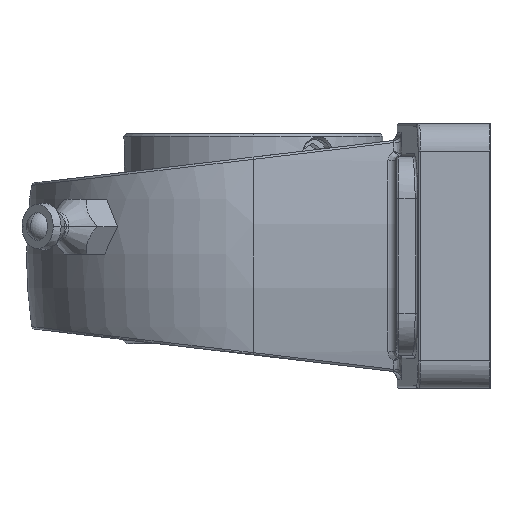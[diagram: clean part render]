
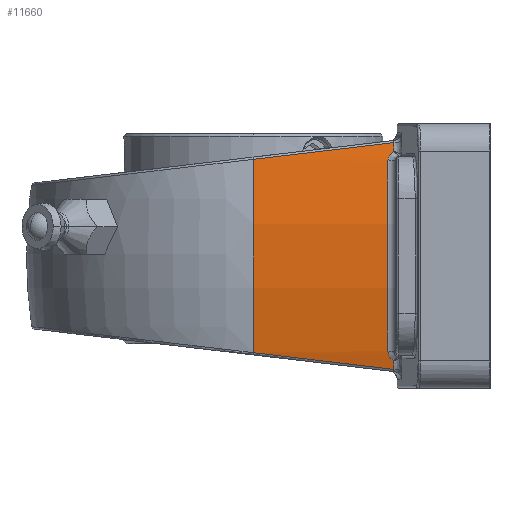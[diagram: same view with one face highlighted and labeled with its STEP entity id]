
A CAD part, left-side view. The second image highlights one B-rep face of the part: STEP entity #11660.
In plain terms, the highlighted cylindrical face has radius 96.8 mm (diameter 193.6 mm), a partial arc.
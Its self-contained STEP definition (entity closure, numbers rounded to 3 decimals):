
#7715 = DIRECTION ( 'NONE',  ( 0., 0., -1. ) ) ;
#7716 = DIRECTION ( 'NONE',  ( 0., -1., 0. ) ) ;
#7741 = CARTESIAN_POINT ( 'NONE',  ( 55.7, 42.9, 0. ) ) ;
#7766 = CIRCLE ( 'NONE', #7772, 96.8 ) ;
#7772 = AXIS2_PLACEMENT_3D ( 'NONE', #7741, #7716, #7715 ) ;
#8115 = DIRECTION ( 'NONE',  ( 0., 0., 1. ) ) ;
#8120 = DIRECTION ( 'NONE',  ( 0., 1., 0. ) ) ;
#8564 = CARTESIAN_POINT ( 'NONE',  ( -39.223, 17.441, 18.971 ) ) ;
#8695 = CARTESIAN_POINT ( 'NONE',  ( -38.894, 17.465, -20.548 ) ) ;
#8696 = CARTESIAN_POINT ( 'NONE',  ( -39.112, 25.916, -19.542 ) ) ;
#8697 = CARTESIAN_POINT ( 'NONE',  ( -39.315, 34.395, -18.533 ) ) ;
#8698 = CARTESIAN_POINT ( 'NONE',  ( -39.501, 42.9, -17.522 ) ) ;
#8699 =( BOUNDED_CURVE ( )  B_SPLINE_CURVE ( 3, ( #8698, #8697, #8696, #8695 ),
 .UNSPECIFIED., .F., .T. ) 
 B_SPLINE_CURVE_WITH_KNOTS ( ( 4, 4 ),
 ( 1.753, 1.785 ),
 .UNSPECIFIED. ) 
 CURVE ( )  GEOMETRIC_REPRESENTATION_ITEM ( )  RATIONAL_B_SPLINE_CURVE ( ( 1., 1., 1., 1. ) ) 
 REPRESENTATION_ITEM ( '' )  );
#8772 = CARTESIAN_POINT ( 'NONE',  ( -39.554, 18.5, 17.233 ) ) ;
#8787 = CARTESIAN_POINT ( 'NONE',  ( 55.7, 18.5, 0. ) ) ;
#8789 = CIRCLE ( 'NONE', #8806, 96.8 ) ;
#8790 = CARTESIAN_POINT ( 'NONE',  ( -39.501, 42.9, 17.522 ) ) ;
#8791 = CARTESIAN_POINT ( 'NONE',  ( -39.315, 34.395, 18.533 ) ) ;
#8792 = CARTESIAN_POINT ( 'NONE',  ( -39.112, 25.916, 19.542 ) ) ;
#8793 = CARTESIAN_POINT ( 'NONE',  ( -38.894, 17.465, 20.548 ) ) ;
#8795 =( BOUNDED_CURVE ( )  B_SPLINE_CURVE ( 3, ( #8793, #8792, #8791, #8790 ),
 .UNSPECIFIED., .F., .T. ) 
 B_SPLINE_CURVE_WITH_KNOTS ( ( 4, 4 ),
 ( 4.498, 4.53 ),
 .UNSPECIFIED. ) 
 CURVE ( )  GEOMETRIC_REPRESENTATION_ITEM ( )  RATIONAL_B_SPLINE_CURVE ( ( 1., 1., 1., 1. ) ) 
 REPRESENTATION_ITEM ( '' )  );
#8796 = CARTESIAN_POINT ( 'NONE',  ( -39.554, 18.5, -17.233 ) ) ;
#8797 = CARTESIAN_POINT ( 'NONE',  ( -39.521, 18.5, -17.412 ) ) ;
#8798 = CARTESIAN_POINT ( 'NONE',  ( -39.489, 18.476, -17.587 ) ) ;
#8799 = CARTESIAN_POINT ( 'NONE',  ( -39.425, 18.38, -17.929 ) ) ;
#8800 = CARTESIAN_POINT ( 'NONE',  ( -39.394, 18.307, -18.094 ) ) ;
#8801 = CARTESIAN_POINT ( 'NONE',  ( -39.336, 18.123, -18.397 ) ) ;
#8802 = CARTESIAN_POINT ( 'NONE',  ( -39.308, 18.008, -18.538 ) ) ;
#8803 = CARTESIAN_POINT ( 'NONE',  ( -39.261, 17.748, -18.782 ) ) ;
#8804 = CARTESIAN_POINT ( 'NONE',  ( -39.24, 17.602, -18.886 ) ) ;
#8805 = CARTESIAN_POINT ( 'NONE',  ( -39.223, 17.441, -18.971 ) ) ;
#8806 = AXIS2_PLACEMENT_3D ( 'NONE', #8787, #8120, #8115 ) ;
#8808 = B_SPLINE_CURVE_WITH_KNOTS ( 'NONE', 3,
 ( #8805, #8804, #8803, #8802, #8801, #8800, #8799, #8798, #8797, #8796 ),
 .UNSPECIFIED., .F., .F.,
 ( 4, 2, 2, 2, 4 ),
 ( 0., 0.001, 0.001, 0.002, 0.002 ),
 .UNSPECIFIED. ) ;
#8811 = CARTESIAN_POINT ( 'NONE',  ( -38.894, 17.465, 20.548 ) ) ;
#8812 = CARTESIAN_POINT ( 'NONE',  ( -39.008, 17.456, 20.023 ) ) ;
#8813 = CARTESIAN_POINT ( 'NONE',  ( -39.118, 17.449, 19.497 ) ) ;
#8814 = CARTESIAN_POINT ( 'NONE',  ( -39.223, 17.441, 18.971 ) ) ;
#8815 =( BOUNDED_CURVE ( )  B_SPLINE_CURVE ( 3, ( #8814, #8813, #8812, #8811 ),
 .UNSPECIFIED., .F., .T. ) 
 B_SPLINE_CURVE_WITH_KNOTS ( ( 4, 4 ),
 ( 3.339, 3.355 ),
 .UNSPECIFIED. ) 
 CURVE ( )  GEOMETRIC_REPRESENTATION_ITEM ( )  RATIONAL_B_SPLINE_CURVE ( ( 1., 1., 1., 1. ) ) 
 REPRESENTATION_ITEM ( '' )  );
#8816 = CARTESIAN_POINT ( 'NONE',  ( -39.501, 42.9, -17.522 ) ) ;
#8817 = DIRECTION ( 'NONE',  ( 0., 1., 0. ) ) ;
#8818 = CARTESIAN_POINT ( 'NONE',  ( -39.223, 17.441, 18.971 ) ) ;
#8819 = CARTESIAN_POINT ( 'NONE',  ( -39.24, 17.602, 18.886 ) ) ;
#8821 = CARTESIAN_POINT ( 'NONE',  ( -39.261, 17.748, 18.782 ) ) ;
#8822 = CARTESIAN_POINT ( 'NONE',  ( -39.308, 18.008, 18.538 ) ) ;
#8823 = CARTESIAN_POINT ( 'NONE',  ( -39.336, 18.123, 18.397 ) ) ;
#8824 = CARTESIAN_POINT ( 'NONE',  ( -39.394, 18.307, 18.094 ) ) ;
#8825 = CARTESIAN_POINT ( 'NONE',  ( -39.425, 18.38, 17.929 ) ) ;
#8826 = CARTESIAN_POINT ( 'NONE',  ( -39.489, 18.476, 17.587 ) ) ;
#8827 = CARTESIAN_POINT ( 'NONE',  ( -39.521, 18.5, 17.412 ) ) ;
#8828 = CARTESIAN_POINT ( 'NONE',  ( -39.554, 18.5, 17.233 ) ) ;
#8829 = CARTESIAN_POINT ( 'NONE',  ( -39.501, 42.9, 17.522 ) ) ;
#8831 = CARTESIAN_POINT ( 'NONE',  ( -38.894, 17.465, -20.548 ) ) ;
#8833 = B_SPLINE_CURVE_WITH_KNOTS ( 'NONE', 3,
 ( #8828, #8827, #8826, #8825, #8824, #8823, #8822, #8821, #8819, #8818 ),
 .UNSPECIFIED., .F., .F.,
 ( 4, 2, 2, 2, 4 ),
 ( 0., 0.001, 0.001, 0.002, 0.002 ),
 .UNSPECIFIED. ) ;
#8834 = CARTESIAN_POINT ( 'NONE',  ( -39.554, 18.5, -17.233 ) ) ;
#8835 = CARTESIAN_POINT ( 'NONE',  ( -39.118, 17.449, -19.497 ) ) ;
#8836 = CARTESIAN_POINT ( 'NONE',  ( -39.008, 17.456, -20.023 ) ) ;
#8837 = CARTESIAN_POINT ( 'NONE',  ( -38.894, 17.465, -20.548 ) ) ;
#8838 =( BOUNDED_CURVE ( )  B_SPLINE_CURVE ( 3, ( #8837, #8836, #8835, #8876 ),
 .UNSPECIFIED., .F., .T. ) 
 B_SPLINE_CURVE_WITH_KNOTS ( ( 4, 4 ),
 ( 2.928, 2.944 ),
 .UNSPECIFIED. ) 
 CURVE ( )  GEOMETRIC_REPRESENTATION_ITEM ( )  RATIONAL_B_SPLINE_CURVE ( ( 1., 1., 1., 1. ) ) 
 REPRESENTATION_ITEM ( '' )  );
#8841 = DIRECTION ( 'NONE',  ( 0., 0., 1. ) ) ;
#8853 = CYLINDRICAL_SURFACE ( 'NONE', #8856, 96.8 ) ;
#8855 = FACE_OUTER_BOUND ( 'NONE', #11627, .T. ) ;
#8856 = AXIS2_PLACEMENT_3D ( 'NONE', #8858, #8817, #8841 ) ;
#8858 = CARTESIAN_POINT ( 'NONE',  ( 55.7, -31.168, 0. ) ) ;
#8875 = CARTESIAN_POINT ( 'NONE',  ( -39.223, 17.441, -18.971 ) ) ;
#8876 = CARTESIAN_POINT ( 'NONE',  ( -39.223, 17.441, -18.971 ) ) ;
#8895 = CARTESIAN_POINT ( 'NONE',  ( -38.894, 17.465, 20.548 ) ) ;
#11219 = EDGE_CURVE ( 'NONE', #11650, #11658, #7766, .T. ) ;
#11600 = EDGE_CURVE ( 'NONE', #11658, #11659, #8699, .T. ) ;
#11627 = EDGE_LOOP ( 'NONE', ( #11662, #11661, #11644, #11677, #11657, #11653, #11646, #11652 ) ) ;
#11641 = EDGE_CURVE ( 'NONE', #11666, #11664, #8808, .T. ) ;
#11642 = EDGE_CURVE ( 'NONE', #11678, #11650, #8795, .T. ) ;
#11643 = VERTEX_POINT ( 'NONE', #8772 ) ;
#11644 = ORIENTED_EDGE ( 'NONE', *, *, #11641, .T. ) ;
#11645 = EDGE_CURVE ( 'NONE', #11664, #11643, #8789, .T. ) ;
#11646 = ORIENTED_EDGE ( 'NONE', *, *, #11642, .T. ) ;
#11647 = VERTEX_POINT ( 'NONE', #8564 ) ;
#11648 = EDGE_CURVE ( 'NONE', #11643, #11647, #8833, .T. ) ;
#11650 = VERTEX_POINT ( 'NONE', #8829 ) ;
#11651 = EDGE_CURVE ( 'NONE', #11647, #11678, #8815, .T. ) ;
#11652 = ORIENTED_EDGE ( 'NONE', *, *, #11219, .T. ) ;
#11653 = ORIENTED_EDGE ( 'NONE', *, *, #11651, .T. ) ;
#11657 = ORIENTED_EDGE ( 'NONE', *, *, #11648, .T. ) ;
#11658 = VERTEX_POINT ( 'NONE', #8816 ) ;
#11659 = VERTEX_POINT ( 'NONE', #8831 ) ;
#11660 = ADVANCED_FACE ( 'NONE', ( #8855 ), #8853, .T. ) ;
#11661 = ORIENTED_EDGE ( 'NONE', *, *, #11663, .T. ) ;
#11662 = ORIENTED_EDGE ( 'NONE', *, *, #11600, .T. ) ;
#11663 = EDGE_CURVE ( 'NONE', #11659, #11666, #8838, .T. ) ;
#11664 = VERTEX_POINT ( 'NONE', #8834 ) ;
#11666 = VERTEX_POINT ( 'NONE', #8875 ) ;
#11677 = ORIENTED_EDGE ( 'NONE', *, *, #11645, .T. ) ;
#11678 = VERTEX_POINT ( 'NONE', #8895 ) ;
